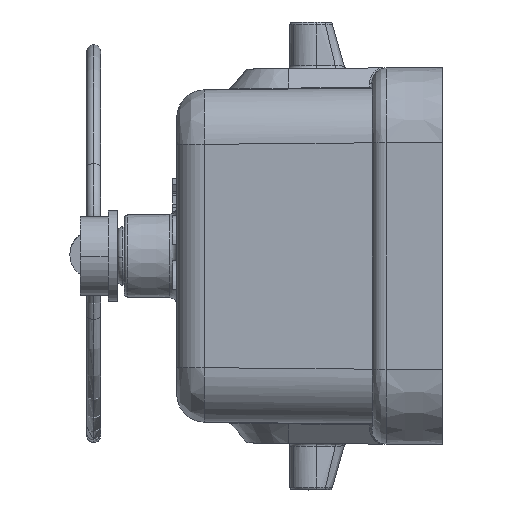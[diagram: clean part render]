
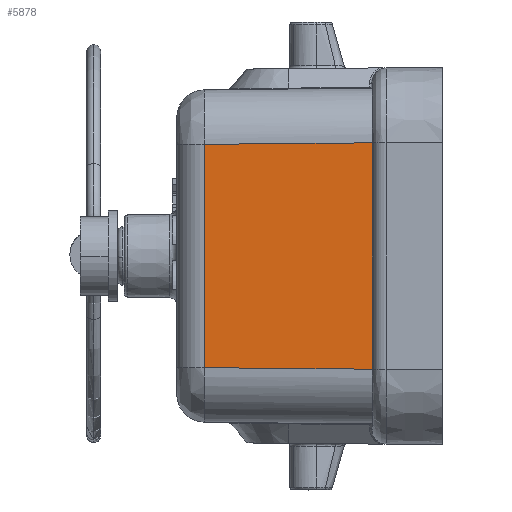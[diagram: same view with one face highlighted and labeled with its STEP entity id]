
A CAD part, left-side view. The second image highlights one B-rep face of the part: STEP entity #5878.
In plain terms, the highlighted planar face has unit normal (-1, 0.009, 0).
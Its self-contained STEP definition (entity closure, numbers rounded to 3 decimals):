
#670=DIRECTION('',(0.,0.,-1.));
#671=VECTOR('',#670,16.2);
#672=CARTESIAN_POINT('',(-12.,0.,
8.1));
#673=LINE('',#672,#671);
#1026=CARTESIAN_POINT('',(-11.895,12.017,7.995));
#1028=DIRECTION('',(-0.009,-1.,-0.009));
#1029=VECTOR('',#1028,12.018);
#1030=CARTESIAN_POINT('',(-11.895,12.017,
-7.995));
#1031=LINE('',#1030,#1029);
#1032=DIRECTION('',(0.009,1.,-0.009));
#1033=VECTOR('',#1032,12.018);
#1034=CARTESIAN_POINT('',(-12.,0.,
8.1));
#1035=LINE('',#1034,#1033);
#1073=DIRECTION('',(0.,0.,1.));
#1074=VECTOR('',#1073,15.99);
#1075=CARTESIAN_POINT('',(-11.895,12.017,
-7.995));
#1076=LINE('',#1075,#1074);
#3557=CARTESIAN_POINT('',(-11.895,12.017,
-7.995));
#3558=CARTESIAN_POINT('',(-12.,0.,
-8.1));
#3559=VERTEX_POINT('',#3557);
#3560=VERTEX_POINT('',#3558);
#3683=VERTEX_POINT('',#1026);
#3996=CARTESIAN_POINT('',(-12.,0.,
8.1));
#3997=VERTEX_POINT('',#3996);
#5865=CARTESIAN_POINT('',(-12.,0.,-13.448));
#5866=DIRECTION('',(-1.,0.009,0.));
#5867=DIRECTION('',(-0.009,-1.,0.));
#5868=AXIS2_PLACEMENT_3D('',#5865,#5866,#5867);
#5869=PLANE('',#5868);
#5871=ORIENTED_EDGE('',*,*,#5870,.F.);
#5873=ORIENTED_EDGE('',*,*,#5872,.T.);
#5874=ORIENTED_EDGE('',*,*,#5856,.F.);
#5875=ORIENTED_EDGE('',*,*,#5311,.T.);
#5876=EDGE_LOOP('',(#5871,#5873,#5874,#5875));
#5877=FACE_OUTER_BOUND('',#5876,.F.);
#5878=ADVANCED_FACE('',(#5877),#5869,.T.);
#5311=EDGE_CURVE('',#3997,#3560,#673,.T.);
#5856=EDGE_CURVE('',#3997,#3683,#1035,.T.);
#5870=EDGE_CURVE('',#3559,#3560,#1031,.T.);
#5872=EDGE_CURVE('',#3559,#3683,#1076,.T.);
